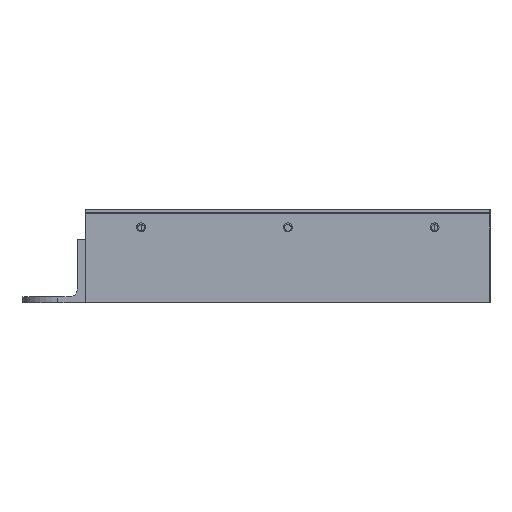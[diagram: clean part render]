
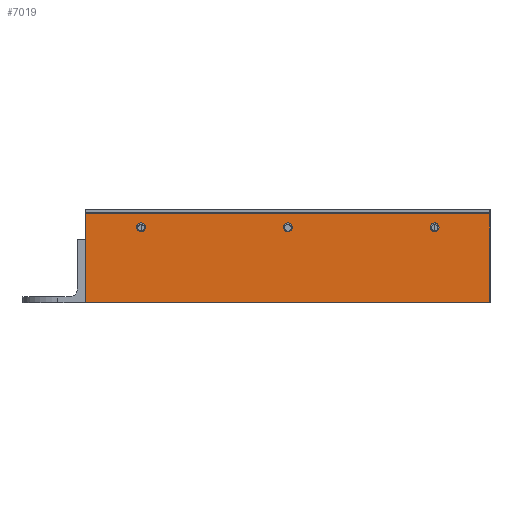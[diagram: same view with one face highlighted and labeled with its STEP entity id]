
A CAD part, left-side view. The second image highlights one B-rep face of the part: STEP entity #7019.
In plain terms, the highlighted planar face has unit normal (-1, 0, 0).
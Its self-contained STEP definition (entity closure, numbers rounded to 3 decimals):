
#193=FACE_BOUND('',#1328,.T.);
#194=FACE_BOUND('',#1329,.T.);
#195=FACE_BOUND('',#1330,.T.);
#473=PLANE('',#7555);
#810=FACE_OUTER_BOUND('',#1327,.T.);
#1327=EDGE_LOOP('',(#6383,#6384,#6385,#6386));
#1328=EDGE_LOOP('',(#6387));
#1329=EDGE_LOOP('',(#6388));
#1330=EDGE_LOOP('',(#6389));
#2091=LINE('',#11199,#2848);
#2098=LINE('',#11224,#2855);
#2099=LINE('',#11227,#2856);
#2100=LINE('',#11228,#2857);
#2848=VECTOR('',#9241,10.);
#2855=VECTOR('',#9268,10.);
#2856=VECTOR('',#9271,10.);
#2857=VECTOR('',#9272,10.);
#3075=CIRCLE('',#7547,1.6);
#3077=CIRCLE('',#7550,1.6);
#3079=CIRCLE('',#7553,1.6);
#3672=VERTEX_POINT('',#11196);
#3673=VERTEX_POINT('',#11198);
#3675=VERTEX_POINT('',#11204);
#3677=VERTEX_POINT('',#11210);
#3679=VERTEX_POINT('',#11216);
#3680=VERTEX_POINT('',#11220);
#3682=VERTEX_POINT('',#11226);
#4583=EDGE_CURVE('',#3672,#3673,#2091,.T.);
#4587=EDGE_CURVE('',#3675,#3675,#3075,.T.);
#4590=EDGE_CURVE('',#3677,#3677,#3077,.T.);
#4593=EDGE_CURVE('',#3679,#3679,#3079,.T.);
#4596=EDGE_CURVE('',#3680,#3673,#2098,.T.);
#4597=EDGE_CURVE('',#3682,#3680,#2099,.T.);
#4598=EDGE_CURVE('',#3682,#3672,#2100,.T.);
#6383=ORIENTED_EDGE('',*,*,#4597,.T.);
#6384=ORIENTED_EDGE('',*,*,#4596,.T.);
#6385=ORIENTED_EDGE('',*,*,#4583,.F.);
#6386=ORIENTED_EDGE('',*,*,#4598,.F.);
#6387=ORIENTED_EDGE('',*,*,#4587,.T.);
#6388=ORIENTED_EDGE('',*,*,#4590,.T.);
#6389=ORIENTED_EDGE('',*,*,#4593,.T.);
#7019=ADVANCED_FACE('',(#810,#193,#194,#195),#473,.T.);
#7547=AXIS2_PLACEMENT_3D('',#11206,#9248,#9249);
#7550=AXIS2_PLACEMENT_3D('',#11212,#9255,#9256);
#7553=AXIS2_PLACEMENT_3D('',#11218,#9262,#9263);
#7555=AXIS2_PLACEMENT_3D('',#11225,#9269,#9270);
#9241=DIRECTION('',(0.,-1.,0.));
#9248=DIRECTION('center_axis',(1.,0.,0.));
#9249=DIRECTION('ref_axis',(0.,1.,0.));
#9255=DIRECTION('center_axis',(1.,0.,0.));
#9256=DIRECTION('ref_axis',(0.,1.,0.));
#9262=DIRECTION('center_axis',(1.,0.,0.));
#9263=DIRECTION('ref_axis',(0.,1.,0.));
#9268=DIRECTION('',(0.,0.,1.));
#9269=DIRECTION('center_axis',(-1.,0.,0.));
#9270=DIRECTION('ref_axis',(0.,-1.,0.));
#9271=DIRECTION('',(0.,-1.,0.));
#9272=DIRECTION('',(0.,0.,1.));
#11196=CARTESIAN_POINT('',(-608.833,118.,6.));
#11198=CARTESIAN_POINT('',(-608.833,-28.,6.));
#11199=CARTESIAN_POINT('',(-608.833,118.,6.));
#11204=CARTESIAN_POINT('',(-608.833,96.4,1.15));
#11206=CARTESIAN_POINT('Origin',(-608.833,98.,1.15));
#11210=CARTESIAN_POINT('',(-608.833,43.4,1.15));
#11212=CARTESIAN_POINT('Origin',(-608.833,45.,1.15));
#11216=CARTESIAN_POINT('',(-608.833,-9.6,1.15));
#11218=CARTESIAN_POINT('Origin',(-608.833,-8.,1.15));
#11220=CARTESIAN_POINT('',(-608.833,-28.,-26.));
#11224=CARTESIAN_POINT('',(-608.833,-28.,-26.));
#11225=CARTESIAN_POINT('Origin',(-608.833,118.,-26.));
#11226=CARTESIAN_POINT('',(-608.833,118.,-26.));
#11227=CARTESIAN_POINT('',(-608.833,118.,-26.));
#11228=CARTESIAN_POINT('',(-608.833,118.,-26.));
